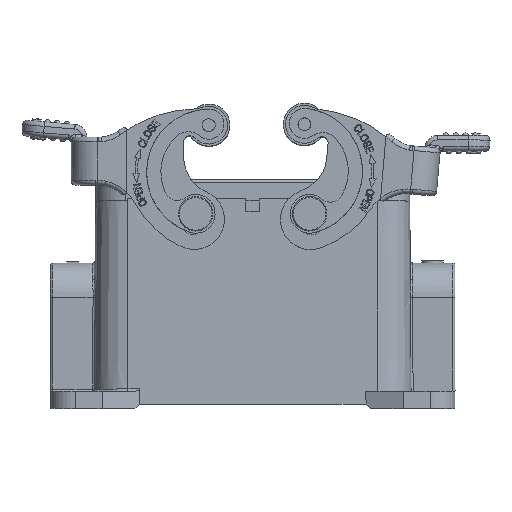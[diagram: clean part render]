
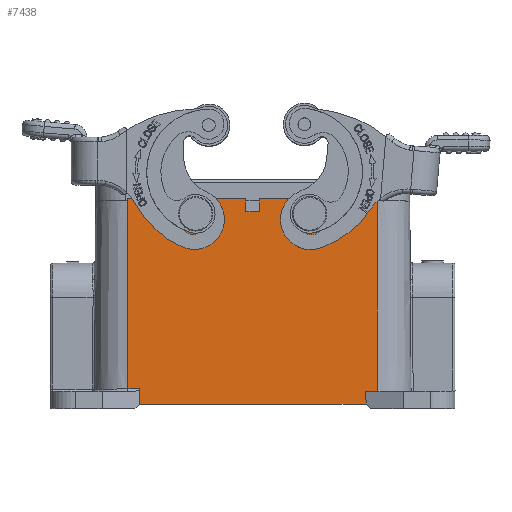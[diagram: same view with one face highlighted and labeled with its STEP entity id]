
A CAD part, top view. The second image highlights one B-rep face of the part: STEP entity #7438.
In plain terms, the highlighted planar face has unit normal (0, 0.009, 1).
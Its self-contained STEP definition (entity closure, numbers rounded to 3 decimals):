
#2302=LINE('',#34503,#4382);
#2310=LINE('',#34520,#4390);
#2375=LINE('',#34728,#4455);
#2505=LINE('',#35222,#4585);
#2525=LINE('',#35319,#4605);
#2526=LINE('',#35325,#4606);
#2527=LINE('',#35327,#4607);
#2528=LINE('',#35329,#4608);
#2529=LINE('',#35330,#4609);
#2530=LINE('',#35332,#4610);
#2531=LINE('',#35334,#4611);
#2532=LINE('',#35336,#4612);
#4382=VECTOR('',#27796,1.);
#4390=VECTOR('',#27808,1.);
#4455=VECTOR('',#27955,1.);
#4585=VECTOR('',#28307,1.);
#4605=VECTOR('',#28373,1.);
#4606=VECTOR('',#28380,1.);
#4607=VECTOR('',#28381,1.);
#4608=VECTOR('',#28382,1.);
#4609=VECTOR('',#28383,1.);
#4610=VECTOR('',#28384,1.);
#4611=VECTOR('',#28385,1.);
#4612=VECTOR('',#28386,1.);
#6598=PLANE('',#25577);
#7438=ADVANCED_FACE('',(#9262,#9263,#9264),#6598,.T.);
#9139=ELLIPSE('',#25575,2.282,2.281);
#9140=ELLIPSE('',#25576,2.331,2.331);
#9262=FACE_BOUND('',#9822,.T.);
#9263=FACE_BOUND('',#9823,.T.);
#9264=FACE_BOUND('',#9824,.T.);
#9822=EDGE_LOOP('',(#12055));
#9823=EDGE_LOOP('',(#12056));
#9824=EDGE_LOOP('',(#12057,#12058,#12059,#12060,#12061,#12062,#12063,#12064,
#12065,#12066,#12067,#12068));
#12055=ORIENTED_EDGE('',*,*,#21254,.F.);
#12056=ORIENTED_EDGE('',*,*,#21255,.F.);
#12057=ORIENTED_EDGE('',*,*,#21256,.T.);
#12058=ORIENTED_EDGE('',*,*,#20942,.F.);
#12059=ORIENTED_EDGE('',*,*,#20934,.T.);
#12060=ORIENTED_EDGE('',*,*,#21026,.F.);
#12061=ORIENTED_EDGE('',*,*,#21257,.T.);
#12062=ORIENTED_EDGE('',*,*,#21258,.F.);
#12063=ORIENTED_EDGE('',*,*,#21218,.F.);
#12064=ORIENTED_EDGE('',*,*,#21253,.F.);
#12065=ORIENTED_EDGE('',*,*,#21259,.T.);
#12066=ORIENTED_EDGE('',*,*,#21260,.F.);
#12067=ORIENTED_EDGE('',*,*,#21261,.T.);
#12068=ORIENTED_EDGE('',*,*,#21262,.F.);
#18583=VERTEX_POINT('',#34502);
#18584=VERTEX_POINT('',#34504);
#18591=VERTEX_POINT('',#34521);
#18645=VERTEX_POINT('',#34727);
#18773=VERTEX_POINT('',#35223);
#18774=VERTEX_POINT('',#35224);
#18795=VERTEX_POINT('',#35318);
#18796=VERTEX_POINT('',#35322);
#18797=VERTEX_POINT('',#35324);
#18798=VERTEX_POINT('',#35326);
#18799=VERTEX_POINT('',#35328);
#18800=VERTEX_POINT('',#35331);
#18801=VERTEX_POINT('',#35333);
#18802=VERTEX_POINT('',#35335);
#20934=EDGE_CURVE('',#18584,#18583,#2302,.T.);
#20942=EDGE_CURVE('',#18584,#18591,#2310,.T.);
#21026=EDGE_CURVE('',#18645,#18583,#2375,.T.);
#21218=EDGE_CURVE('',#18773,#18774,#2505,.T.);
#21253=EDGE_CURVE('',#18795,#18773,#2525,.T.);
#21254=EDGE_CURVE('',#18796,#18796,#9139,.T.);
#21255=EDGE_CURVE('',#18797,#18797,#9140,.T.);
#21256=EDGE_CURVE('',#18798,#18591,#2526,.T.);
#21257=EDGE_CURVE('',#18645,#18799,#2527,.T.);
#21258=EDGE_CURVE('',#18774,#18799,#2528,.T.);
#21259=EDGE_CURVE('',#18795,#18800,#2529,.T.);
#21260=EDGE_CURVE('',#18801,#18800,#2530,.T.);
#21261=EDGE_CURVE('',#18801,#18802,#2531,.T.);
#21262=EDGE_CURVE('',#18798,#18802,#2532,.T.);
#25575=AXIS2_PLACEMENT_3D('',#35321,#28376,#28377);
#25576=AXIS2_PLACEMENT_3D('',#35323,#28378,#28379);
#25577=AXIS2_PLACEMENT_3D('',#35337,#28387,#28388);
#27796=DIRECTION('',(-1.,0.,0.));
#27808=DIRECTION('',(0.,1.,-0.009));
#27955=DIRECTION('',(0.,-1.,0.009));
#28307=DIRECTION('',(-1.,0.,0.));
#28373=DIRECTION('',(0.018,1.,-0.009));
#28376=DIRECTION('',(0.,0.009,1.));
#28377=DIRECTION('',(0.,-1.,0.009));
#28378=DIRECTION('',(0.,0.009,1.));
#28379=DIRECTION('',(0.,-1.,0.009));
#28380=DIRECTION('',(-1.,0.,0.));
#28381=DIRECTION('',(-1.,0.,0.));
#28382=DIRECTION('',(0.,1.,-0.009));
#28383=DIRECTION('',(1.,0.,0.));
#28384=DIRECTION('',(0.018,-1.,0.009));
#28385=DIRECTION('',(1.,0.,0.));
#28386=DIRECTION('',(0.,-1.,0.009));
#28387=DIRECTION('',(0.,0.009,1.));
#28388=DIRECTION('',(-1.,0.,0.));
#34502=CARTESIAN_POINT('',(20.071,98.692,62.61));
#34503=CARTESIAN_POINT('',(-9.501,98.692,62.61));
#34504=CARTESIAN_POINT('',(23.271,98.692,62.61));
#34520=CARTESIAN_POINT('',(23.271,97.557,62.62));
#34521=CARTESIAN_POINT('',(23.271,101.692,62.584));
#34727=CARTESIAN_POINT('',(20.071,101.692,62.584));
#34728=CARTESIAN_POINT('',(20.071,101.702,62.584));
#35222=CARTESIAN_POINT('',(-9.501,57.487,62.97));
#35223=CARTESIAN_POINT('',(-4.616,57.487,62.97));
#35224=CARTESIAN_POINT('',(-7.329,57.487,62.97));
#35318=CARTESIAN_POINT('',(-4.681,53.992,63.));
#35319=CARTESIAN_POINT('',(-3.801,101.586,62.585));
#35321=CARTESIAN_POINT('',(34.921,98.172,62.615));
#35322=CARTESIAN_POINT('',(34.921,95.89,62.635));
#35323=CARTESIAN_POINT('',(8.421,98.171,62.615));
#35324=CARTESIAN_POINT('',(8.421,95.841,62.635));
#35325=CARTESIAN_POINT('',(50.671,101.692,62.584));
#35326=CARTESIAN_POINT('',(50.671,101.692,62.584));
#35327=CARTESIAN_POINT('',(20.071,101.692,62.584));
#35328=CARTESIAN_POINT('',(-7.329,101.692,62.584));
#35329=CARTESIAN_POINT('',(-7.329,79.657,62.776));
#35330=CARTESIAN_POINT('',(-9.501,53.992,63.));
#35331=CARTESIAN_POINT('',(48.023,53.992,63.));
#35332=CARTESIAN_POINT('',(47.123,102.738,62.575));
#35333=CARTESIAN_POINT('',(47.968,56.992,62.974));
#35334=CARTESIAN_POINT('',(-9.501,56.992,62.974));
#35335=CARTESIAN_POINT('',(50.671,56.992,62.974));
#35336=CARTESIAN_POINT('',(50.671,79.409,62.779));
#35337=CARTESIAN_POINT('',(-9.501,101.692,62.584));
